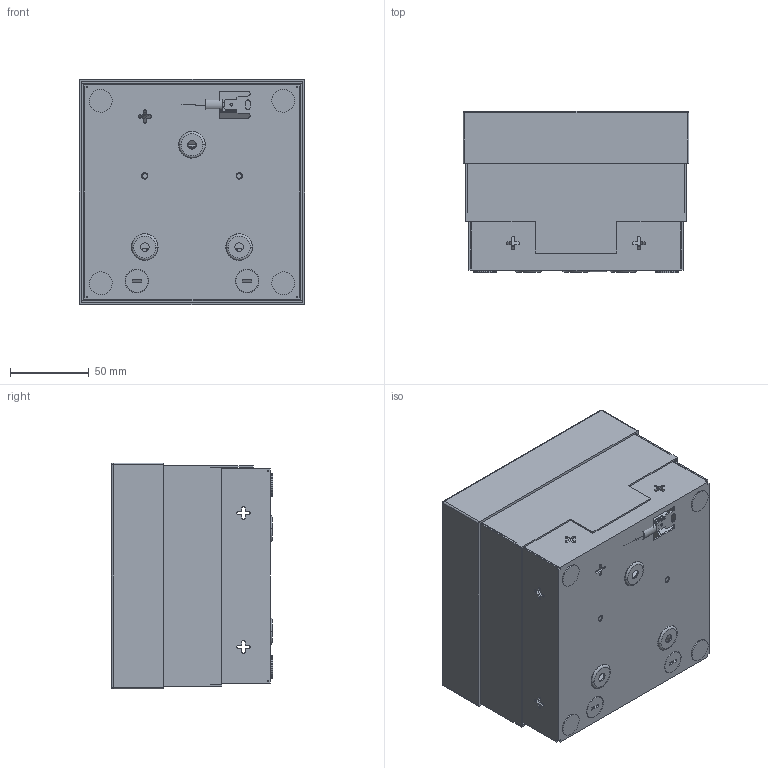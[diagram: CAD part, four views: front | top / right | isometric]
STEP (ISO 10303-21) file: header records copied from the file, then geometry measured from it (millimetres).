
FILE_DESCRIPTION (( 'STEP AP214' ), '1' );
FILE_NAME ('7368340.STEP', '2020-02-14T13:39:29', ( '' ), ( '' ), 'SwSTEP 2.0', 'SolidWorks 2018', '' );
FILE_SCHEMA (( 'AUTOMOTIVE_DESIGN' ));
Length unit declared in the file: millimetre
Products named in the file (42): 121642_39412578 (Edelstahl); 034042_43000135; 127272_Standard; 047863_Standard; 35104466_Standard; 132771_Standard; 134251_Standard; P_39410282_12_Standard; P_39410286_3_Standard; 132892_39412594 (f〉 Griffb“el, vernickelt); P_39410286_1_Standard; 35011900_Standard; 121645_komplett; 121007_39412560 (Edelstahl); 120953_Standard; 121005_39412560 T1 (Edelstahl); 133671_abgebogener Erdungsanschluss; 121644_39412580 (Edelstahl); 127291; 121644T1_39412580 (Edelstahl); 044043_Standard; 127071; 05052808_Standard; 120937_abgebogener Erdungsanschluss; 42389C_Einbausituation GE2; 044050_Standard; P_39410282_13_Standard; P_39410286_2_Standard; 7368340; 52058G8_Standard; 044409_Standard; 132772_Standard; 032927_43000129; 157654; 099620_35mm f〉 Schnurrausl. GE2V; 35104390_Standard; 071463_Standard; 42576c_Standard; 093900_Standard; 136471 ...
Assembly tree (65 placements, depth 5):
  7368340
    133671_abgebogener Erdungsanschluss
      120937_abgebogener Erdungsanschluss
      127071
      127291
    121007_39412560 (Edelstahl)
      120953_Standard
      121005_39412560 T1 (Edelstahl)
      42389C_Einbausituation GE2  x4
    121645_komplett
      121642_39412578 (Edelstahl)
      121644_39412580 (Edelstahl)
        121644T1_39412580 (Edelstahl)
        05052808_Standard  x4
      132772_Standard
        132892_39412594 (f〉 Griffb“el, vernickelt)
        099620_35mm f〉 Schnurrausl. GE2V  x2
        132893_39412596 (Griffb“el, VA)
        132771_Standard
        134251_Standard
      35011900_Standard  x4
      35104390_Standard  x2
      42576c_Standard  x4
      134251_Standard
    127272_Standard
    136471
    52058G8_Standard  x4
    35104466_Standard  x4
    032927_43000129
    034042_43000135
    P_39410282_13_Standard
      P_39410282_12_Standard
      P_39410286_3_Standard
        P_39410286_1_Standard
        P_39410286_2_Standard
    044409_Standard
      077661_Standard
        044043_Standard
        044050_Standard  x2
        093900_Standard  x2
          047863_Standard
          071463_Standard
    157654
Bounding box: 143.5 x 102.4 x 143.5 mm (x, y, z)
Volume: 377016.4 mm3; surface area: 504015.5 mm2
Topology: 57 solids, 57 shells, 4345 faces, 11040 edges, 6846 vertices
Faces by surface type: plane 2142, cylinder 1168, bspline 564, torus 165, cone 158, sphere 148
Entity records: 102312 total; most frequent: CARTESIAN_POINT 31100, ORIENTED_EDGE 14462, DIRECTION 13175, EDGE_CURVE 7231, LINE 4629, VECTOR 4629, VERTEX_POINT 4586, AXIS2_PLACEMENT_3D 4273
